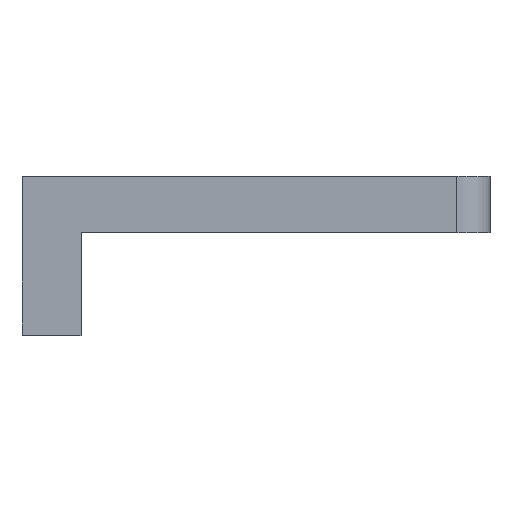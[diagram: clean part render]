
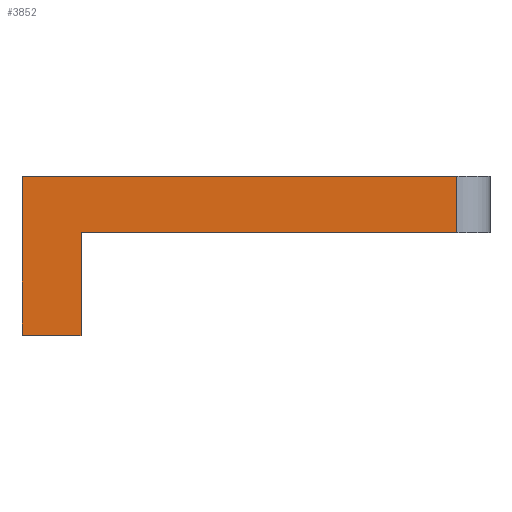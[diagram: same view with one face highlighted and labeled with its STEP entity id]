
A CAD part, front view. The second image highlights one B-rep face of the part: STEP entity #3852.
In plain terms, the highlighted planar face has unit normal (0, -1, 0).
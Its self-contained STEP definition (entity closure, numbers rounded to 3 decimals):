
#404=FACE_OUTER_BOUND('',#614,.T.);
#614=EDGE_LOOP('',(#3415,#3416,#3417,#3418,#3419,#3420,#3421,#3422,#3423));
#846=LINE('',#5868,#1270);
#847=LINE('',#5871,#1271);
#865=LINE('',#5915,#1289);
#922=LINE('',#6034,#1346);
#993=LINE('',#6252,#1417);
#1005=LINE('',#6306,#1429);
#1031=LINE('',#6361,#1455);
#1038=LINE('',#6373,#1462);
#1043=LINE('',#6382,#1467);
#1270=VECTOR('',#4709,10.);
#1271=VECTOR('',#4712,10.);
#1289=VECTOR('',#4754,10.);
#1346=VECTOR('',#4857,10.);
#1417=VECTOR('',#5042,10.);
#1429=VECTOR('',#5092,10.);
#1455=VECTOR('',#5172,10.);
#1462=VECTOR('',#5183,10.);
#1467=VECTOR('',#5192,10.);
#1726=VERTEX_POINT('',#5862);
#1728=VERTEX_POINT('',#5866);
#1729=VERTEX_POINT('',#5870);
#1743=VERTEX_POINT('',#5913);
#1781=VERTEX_POINT('',#6031);
#1782=VERTEX_POINT('',#6033);
#1831=VERTEX_POINT('',#6249);
#1832=VERTEX_POINT('',#6251);
#1857=VERTEX_POINT('',#6360);
#2157=EDGE_CURVE('',#1726,#1728,#846,.T.);
#2158=EDGE_CURVE('',#1729,#1728,#847,.T.);
#2188=EDGE_CURVE('',#1743,#1729,#865,.T.);
#2247=EDGE_CURVE('',#1781,#1782,#922,.T.);
#2337=EDGE_CURVE('',#1831,#1832,#993,.T.);
#2364=EDGE_CURVE('',#1832,#1743,#1005,.T.);
#2390=EDGE_CURVE('',#1857,#1726,#1031,.T.);
#2397=EDGE_CURVE('',#1781,#1857,#1038,.T.);
#2402=EDGE_CURVE('',#1831,#1782,#1043,.T.);
#3415=ORIENTED_EDGE('',*,*,#2397,.T.);
#3416=ORIENTED_EDGE('',*,*,#2390,.T.);
#3417=ORIENTED_EDGE('',*,*,#2157,.T.);
#3418=ORIENTED_EDGE('',*,*,#2158,.F.);
#3419=ORIENTED_EDGE('',*,*,#2188,.F.);
#3420=ORIENTED_EDGE('',*,*,#2364,.F.);
#3421=ORIENTED_EDGE('',*,*,#2337,.F.);
#3422=ORIENTED_EDGE('',*,*,#2402,.T.);
#3423=ORIENTED_EDGE('',*,*,#2247,.F.);
#3670=PLANE('',#4175);
#3852=ADVANCED_FACE('',(#404),#3670,.T.);
#4175=AXIS2_PLACEMENT_3D('',#6381,#5190,#5191);
#4709=DIRECTION('',(0.,0.,-1.));
#4712=DIRECTION('',(-1.,0.,0.));
#4754=DIRECTION('',(-1.,0.,0.));
#4857=DIRECTION('',(1.,0.,0.));
#5042=DIRECTION('',(-1.,0.,0.));
#5092=DIRECTION('',(0.,0.,-1.));
#5172=DIRECTION('',(0.,0.,-1.));
#5183=DIRECTION('',(0.,0.,-1.));
#5190=DIRECTION('center_axis',(0.,-1.,0.));
#5191=DIRECTION('ref_axis',(1.,0.,0.));
#5192=DIRECTION('',(0.,0.,1.));
#5862=CARTESIAN_POINT('',(437.219,229.992,761.565));
#5866=CARTESIAN_POINT('',(437.219,229.992,758.565));
#5868=CARTESIAN_POINT('',(437.219,229.992,761.565));
#5870=CARTESIAN_POINT('',(445.219,229.992,758.565));
#5871=CARTESIAN_POINT('',(428.219,229.992,758.565));
#5913=CARTESIAN_POINT('',(446.119,229.992,758.565));
#5915=CARTESIAN_POINT('',(445.619,229.992,758.565));
#6031=CARTESIAN_POINT('',(437.219,229.992,782.5));
#6033=CARTESIAN_POINT('',(502.6,229.992,782.5));
#6034=CARTESIAN_POINT('',(469.956,229.992,782.5));
#6249=CARTESIAN_POINT('',(502.6,229.992,774.));
#6251=CARTESIAN_POINT('',(446.119,229.992,774.));
#6252=CARTESIAN_POINT('',(454.065,229.992,774.));
#6306=CARTESIAN_POINT('',(446.119,229.992,761.565));
#6360=CARTESIAN_POINT('',(437.219,229.992,768.));
#6361=CARTESIAN_POINT('',(437.219,229.992,758.));
#6373=CARTESIAN_POINT('',(437.219,229.992,776.75));
#6381=CARTESIAN_POINT('Origin',(436.219,229.992,773.));
#6382=CARTESIAN_POINT('',(502.6,229.992,780.5));
